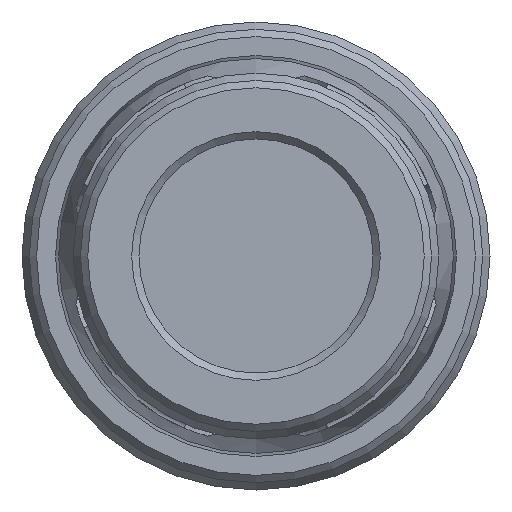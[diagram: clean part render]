
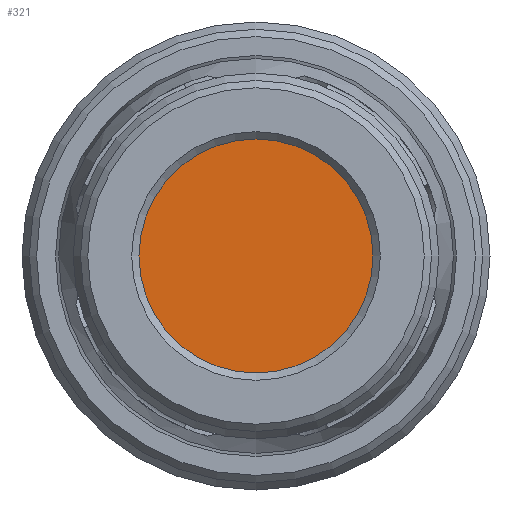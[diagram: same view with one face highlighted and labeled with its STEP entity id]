
A CAD part, front view. The second image highlights one B-rep face of the part: STEP entity #321.
In plain terms, the highlighted planar face has unit normal (0, -1, 0).
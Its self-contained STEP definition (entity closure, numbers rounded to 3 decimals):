
#112=FACE_OUTER_BOUND('',#640,.T.);
#239=PLANE('',#1377);
#321=ADVANCED_FACE('',(#112),#239,.F.);
#640=EDGE_LOOP('',(#890));
#890=ORIENTED_EDGE('',*,*,#1059,.F.);
#954=VERTEX_POINT('',#1854);
#1059=EDGE_CURVE('',#954,#954,#1184,.T.);
#1184=CIRCLE('',#1303,8.);
#1303=AXIS2_PLACEMENT_3D('',#1853,#1545,#1546);
#1377=AXIS2_PLACEMENT_3D('',#2399,#1693,#1694);
#1545=DIRECTION('',(0.,1.,0.));
#1546=DIRECTION('',(0.,0.,1.));
#1693=DIRECTION('',(0.,1.,0.));
#1694=DIRECTION('',(0.,0.,1.));
#1853=CARTESIAN_POINT('',(16.868,9.358,0.));
#1854=CARTESIAN_POINT('',(16.868,9.358,8.));
#2399=CARTESIAN_POINT('',(16.868,9.358,0.));
